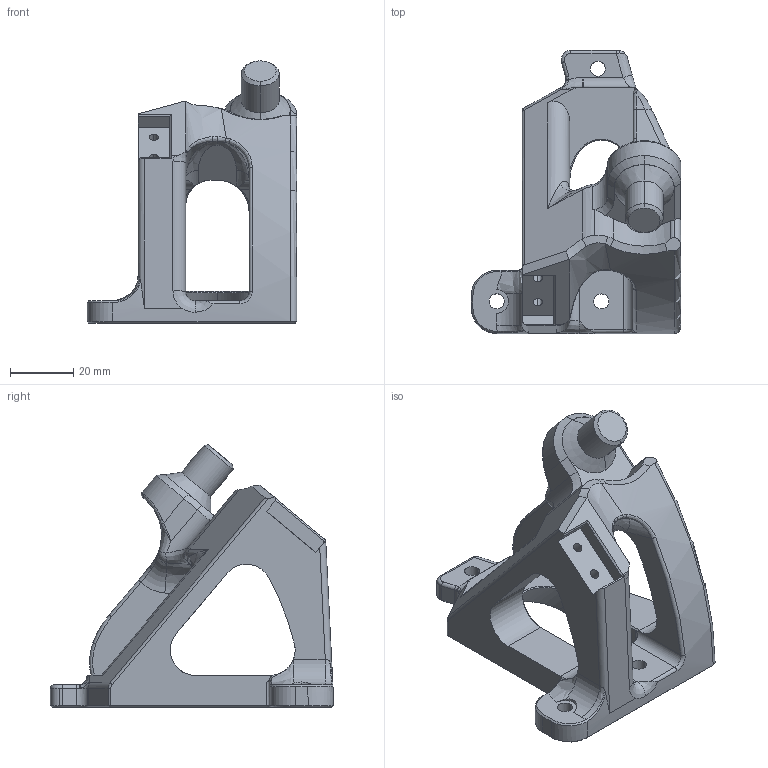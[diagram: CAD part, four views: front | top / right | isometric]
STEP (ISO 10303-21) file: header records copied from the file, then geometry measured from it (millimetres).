
FILE_DESCRIPTION (( 'STEP AP203' ), '1' );
FILE_NAME ('04_rollmount right_50°_v6_2020base.STEP', '2021-08-15T17:02:40', ( '' ), ( '' ), 'SwSTEP 2.0', 'SolidWorks 2020', '' );
FILE_SCHEMA (( 'CONFIG_CONTROL_DESIGN' ));
Length unit declared in the file: millimetre
Products named in the file (1): 04_rollmount right_50起v6_2020base
Bounding box: 66 x 89.27 x 82.68 mm (x, y, z)
Volume: 88522.2 mm3; surface area: 24776.4 mm2
Topology: 1 solids, 1 shells, 261 faces, 651 edges, 387 vertices
Faces by surface type: cylinder 73, bspline 70, plane 67, cone 38, torus 11, sphere 2
Entity records: 13931 total; most frequent: CARTESIAN_POINT 8260, ORIENTED_EDGE 1296, DIRECTION 1001, EDGE_CURVE 648, VERTEX_POINT 387, AXIS2_PLACEMENT_3D 383, EDGE_LOOP 273, FACE_OUTER_BOUND 261
